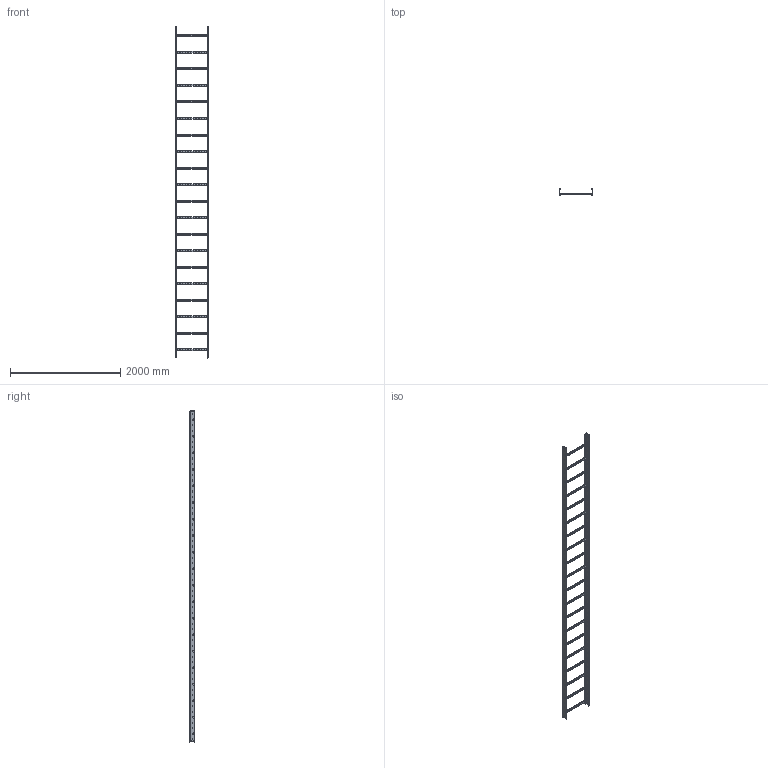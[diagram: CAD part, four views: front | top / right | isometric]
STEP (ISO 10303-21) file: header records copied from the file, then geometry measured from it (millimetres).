
FILE_DESCRIPTION (( 'STEP AP203' ), '1' );
FILE_NAME ('Ëîòîê ëåñòíè÷íûé l6000 s1.2_100õ600.step', '2022-01-25T12:12:55', ( '' ), ( '' ), 'SwSTEP 2.0', 'SolidWorks 2017', '' );
FILE_SCHEMA (( 'CONFIG_CONTROL_DESIGN' ));
Length unit declared in the file: millimetre
Products named in the file (4): �������� ����� ����������� 1,5_h100 l6000 ��; ��������� ���������������� ����� ����������� 1,5_h100 l6000 ��; Ñ-ïëàíêà ïîïåðå÷íàÿ íîâàÿ_600; Ëîòîê ëåñòíè÷íûé l6000 s1.2_100õ600
Assembly tree (22 placements, depth 2):
  Ëîòîê ëåñòíè÷íûé l6000 s1.2_100õ600
    �������� ����� ����������� 1,5_h100 l6000 ��
    Ñ-ïëàíêà ïîïåðå÷íàÿ íîâàÿ_600  x20
    ��������� ���������������� ����� ����������� 1,5_h100 l6000 ��
Bounding box: 602.4 x 101.2 x 6030 mm (x, y, z)
Volume: 4158872.4 mm3; surface area: 5651922.7 mm2
Topology: 22 solids, 22 shells, 2648 faces, 7126 edges, 4522 vertices
Faces by surface type: plane 1464, cylinder 1184
Entity records: 35686 total; most frequent: DIRECTION 6160, CARTESIAN_POINT 5941, ORIENTED_EDGE 5892, EDGE_CURVE 2946, AXIS2_PLACEMENT_3D 2181, VERTEX_POINT 1938, LINE 1798, VECTOR 1798
